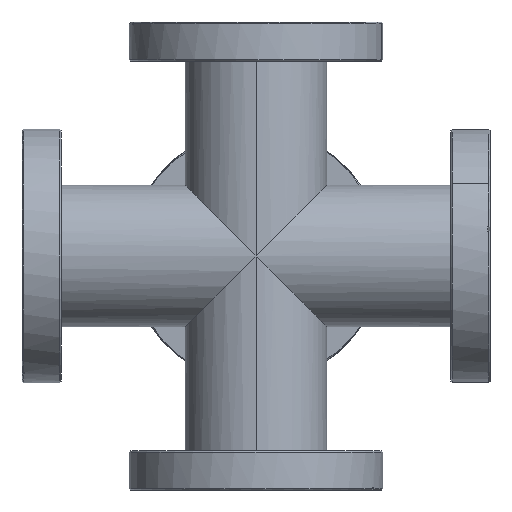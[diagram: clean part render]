
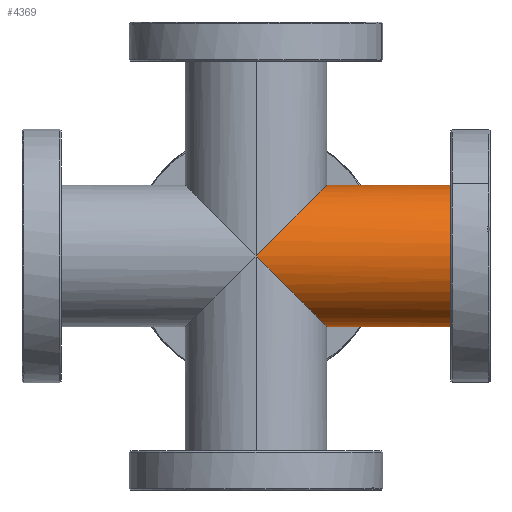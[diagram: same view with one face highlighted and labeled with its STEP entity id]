
A CAD part, left-side view. The second image highlights one B-rep face of the part: STEP entity #4369.
In plain terms, the highlighted cylindrical face has radius 31.75 mm (diameter 63.5 mm), a partial arc.
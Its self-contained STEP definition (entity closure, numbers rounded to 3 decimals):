
#2357 = EDGE_LOOP ( 'NONE', ( #3301, #3302, #3303, #3304, #3305 ) ) ;
#3301 = ORIENTED_EDGE ( 'NONE', *, *, #4181, .F. ) ;
#3302 = ORIENTED_EDGE ( 'NONE', *, *, #4198, .F. ) ;
#3303 = ORIENTED_EDGE ( 'NONE', *, *, #4196, .F. ) ;
#3304 = ORIENTED_EDGE ( 'NONE', *, *, #4183, .T. ) ;
#3305 = ORIENTED_EDGE ( 'NONE', *, *, #4199, .T. ) ;
#3650 = VERTEX_POINT ( 'NONE', #5068 ) ;
#3661 = VERTEX_POINT ( 'NONE', #5079 ) ;
#3663 = VERTEX_POINT ( 'NONE', #5081 ) ;
#3665 = VERTEX_POINT ( 'NONE', #5083 ) ;
#3666 = VERTEX_POINT ( 'NONE', #5084 ) ;
#4181 = EDGE_CURVE ( 'NONE', #3650, #3665, #5488, .T. ) ;
#4183 = EDGE_CURVE ( 'NONE', #3661, #3666, #5490, .T. ) ;
#4196 = EDGE_CURVE ( 'NONE', #3661, #3663, #6554, .T. ) ;
#4198 = EDGE_CURVE ( 'NONE', #3663, #3650, #6543, .T. ) ;
#4199 = EDGE_CURVE ( 'NONE', #3666, #3665, #5505, .T. ) ;
#4369 = ADVANCED_FACE ( 'NONE', ( #5523 ), #5529, .T. ) ;
#5068 = CARTESIAN_POINT ( 'NONE',  ( 0., -31.75, 31.75 ) ) ;
#5079 = CARTESIAN_POINT ( 'NONE',  ( 0., -31.75, -31.75 ) ) ;
#5081 = CARTESIAN_POINT ( 'NONE',  ( -31.75, 0., 0. ) ) ;
#5083 = CARTESIAN_POINT ( 'NONE',  ( 0., -95.3, 31.75 ) ) ;
#5084 = CARTESIAN_POINT ( 'NONE',  ( 0., -95.3, -31.75 ) ) ;
#5488 = LINE ( 'NONE', #6145, #5489 ) ;
#5489 = VECTOR ( 'NONE', #6147, 1000. ) ;
#5490 = LINE ( 'NONE', #6146, #5491 ) ;
#5491 = VECTOR ( 'NONE', #6142, 1000. ) ;
#5505 = CIRCLE ( 'NONE', #5897, 31.75 ) ;
#5523 = FACE_OUTER_BOUND ( 'NONE', #2357, .T. ) ;
#5529 = CYLINDRICAL_SURFACE ( 'NONE', #5917, 31.75 ) ;
#5897 = AXIS2_PLACEMENT_3D ( 'NONE', #6199, #6200, #6201 ) ;
#5917 = AXIS2_PLACEMENT_3D ( 'NONE', #6314, #6310, #6315 ) ;
#6142 = DIRECTION ( 'NONE',  ( 0., -1., 0. ) ) ;
#6145 = CARTESIAN_POINT ( 'NONE',  ( 0., 95.3, 31.75 ) ) ;
#6146 = CARTESIAN_POINT ( 'NONE',  ( 0., 95.3, -31.75 ) ) ;
#6147 = DIRECTION ( 'NONE',  ( 0., -1., 0. ) ) ;
#6180 = CARTESIAN_POINT ( 'NONE',  ( 0., -31.75, -31.75 ) ) ;
#6187 = CARTESIAN_POINT ( 'NONE',  ( -18.599, -31.75, -31.75 ) ) ;
#6190 = CARTESIAN_POINT ( 'NONE',  ( -31.75, -18.599, -18.599 ) ) ;
#6191 = CARTESIAN_POINT ( 'NONE',  ( -31.75, 0., 0. ) ) ;
#6192 = CARTESIAN_POINT ( 'NONE',  ( -31.75, 0., 0. ) ) ;
#6193 = CARTESIAN_POINT ( 'NONE',  ( -31.75, -18.599, 18.599 ) ) ;
#6197 = CARTESIAN_POINT ( 'NONE',  ( -18.599, -31.75, 31.75 ) ) ;
#6198 = CARTESIAN_POINT ( 'NONE',  ( 0., -31.75, 31.75 ) ) ;
#6199 = CARTESIAN_POINT ( 'NONE',  ( 0., -95.3, 0. ) ) ;
#6200 = DIRECTION ( 'NONE',  ( 0., 1., 0. ) ) ;
#6201 = DIRECTION ( 'NONE',  ( 0., 0., 1. ) ) ;
#6310 = DIRECTION ( 'NONE',  ( 0., -1., 0. ) ) ;
#6314 = CARTESIAN_POINT ( 'NONE',  ( 0., 95.3, 0. ) ) ;
#6315 = DIRECTION ( 'NONE',  ( 0., 0., -1. ) ) ;
#6543 =( BOUNDED_CURVE ( )  B_SPLINE_CURVE ( 3, ( #6192, #6193, #6197, #6198 ),
 .UNSPECIFIED., .F., .F. ) 
 B_SPLINE_CURVE_WITH_KNOTS ( ( 4, 4 ),
 ( 4.712, 6.283 ),
 .UNSPECIFIED. ) 
 CURVE ( )  GEOMETRIC_REPRESENTATION_ITEM ( )  RATIONAL_B_SPLINE_CURVE ( ( 1., 0.805, 0.805, 1. ) ) 
 REPRESENTATION_ITEM ( '' )  );
#6554 =( BOUNDED_CURVE ( )  B_SPLINE_CURVE ( 3, ( #6180, #6187, #6190, #6191 ),
 .UNSPECIFIED., .F., .F. ) 
 B_SPLINE_CURVE_WITH_KNOTS ( ( 4, 4 ),
 ( 0., 1.571 ),
 .UNSPECIFIED. ) 
 CURVE ( )  GEOMETRIC_REPRESENTATION_ITEM ( )  RATIONAL_B_SPLINE_CURVE ( ( 1., 0.805, 0.805, 1. ) ) 
 REPRESENTATION_ITEM ( '' )  );
